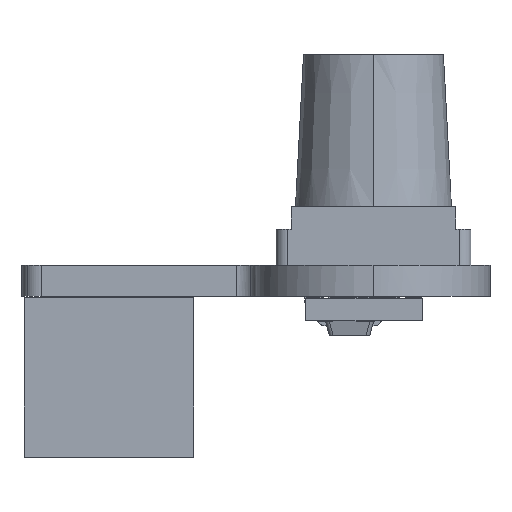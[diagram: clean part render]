
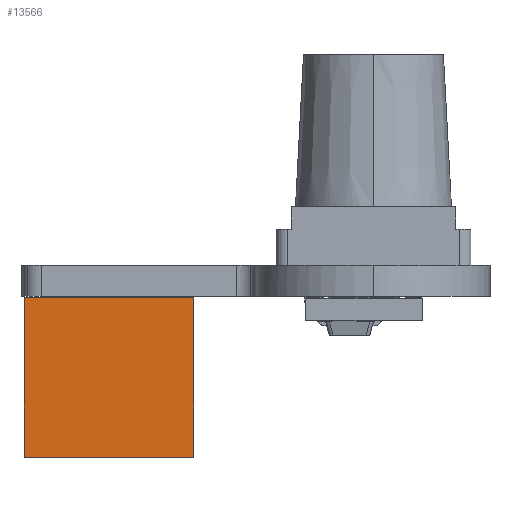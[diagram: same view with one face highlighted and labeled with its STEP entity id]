
A CAD part, left-side view. The second image highlights one B-rep face of the part: STEP entity #13566.
In plain terms, the highlighted planar face has unit normal (-1, 0, 0).
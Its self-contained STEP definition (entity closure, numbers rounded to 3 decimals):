
#13036 = VERTEX_POINT('',#13037);
#13037 = CARTESIAN_POINT('',(-4.262,8.95,-4.914));
#13044 = EDGE_CURVE('',#13036,#13045,#13047,.T.);
#13045 = VERTEX_POINT('',#13046);
#13046 = CARTESIAN_POINT('',(-4.262,8.95,-0.814));
#13047 = B_SPLINE_CURVE_WITH_KNOTS('',3,(#13048,#13049,#13050,#13051),
  .UNSPECIFIED.,.F.,.F.,(4,4),(0.,1.),.PIECEWISE_BEZIER_KNOTS.);
#13048 = CARTESIAN_POINT('',(-4.262,8.95,-4.914));
#13049 = CARTESIAN_POINT('',(-4.262,8.95,-3.547));
#13050 = CARTESIAN_POINT('',(-4.262,8.95,-2.18));
#13051 = CARTESIAN_POINT('',(-4.262,8.95,-0.814));
#13484 = EDGE_CURVE('',#13036,#13485,#13487,.T.);
#13485 = VERTEX_POINT('',#13486);
#13486 = CARTESIAN_POINT('',(-4.262,4.6,-4.914));
#13487 = B_SPLINE_CURVE_WITH_KNOTS('',3,(#13488,#13489,#13490,#13491),
  .UNSPECIFIED.,.F.,.F.,(4,4),(0.,1.),.PIECEWISE_BEZIER_KNOTS.);
#13488 = CARTESIAN_POINT('',(-4.262,8.95,-4.914));
#13489 = CARTESIAN_POINT('',(-4.262,7.5,-4.914));
#13490 = CARTESIAN_POINT('',(-4.262,6.05,-4.914));
#13491 = CARTESIAN_POINT('',(-4.262,4.6,-4.914));
#13546 = EDGE_CURVE('',#13547,#13045,#13549,.T.);
#13547 = VERTEX_POINT('',#13548);
#13548 = CARTESIAN_POINT('',(-4.262,4.6,-0.814));
#13549 = B_SPLINE_CURVE_WITH_KNOTS('',3,(#13550,#13551,#13552,#13553),
  .UNSPECIFIED.,.F.,.F.,(4,4),(0.,1.),.PIECEWISE_BEZIER_KNOTS.);
#13550 = CARTESIAN_POINT('',(-4.262,4.6,-0.814));
#13551 = CARTESIAN_POINT('',(-4.262,6.05,-0.814));
#13552 = CARTESIAN_POINT('',(-4.262,7.5,-0.814));
#13553 = CARTESIAN_POINT('',(-4.262,8.95,-0.814));
#13566 = ADVANCED_FACE('',(#13567),#13579,.F.);
#13567 = FACE_BOUND('',#13568,.T.);
#13568 = EDGE_LOOP('',(#13569,#13570,#13571,#13572));
#13569 = ORIENTED_EDGE('',*,*,#13546,.T.);
#13570 = ORIENTED_EDGE('',*,*,#13044,.F.);
#13571 = ORIENTED_EDGE('',*,*,#13484,.T.);
#13572 = ORIENTED_EDGE('',*,*,#13573,.F.);
#13573 = EDGE_CURVE('',#13547,#13485,#13574,.T.);
#13574 = B_SPLINE_CURVE_WITH_KNOTS('',3,(#13575,#13576,#13577,#13578),
  .UNSPECIFIED.,.F.,.F.,(4,4),(0.,1.),.PIECEWISE_BEZIER_KNOTS.);
#13575 = CARTESIAN_POINT('',(-4.262,4.6,-0.814));
#13576 = CARTESIAN_POINT('',(-4.262,4.6,-2.18));
#13577 = CARTESIAN_POINT('',(-4.262,4.6,-3.547));
#13578 = CARTESIAN_POINT('',(-4.262,4.6,-4.914));
#13579 = PLANE('',#13580);
#13580 = AXIS2_PLACEMENT_3D('',#13581,#13582,#13583);
#13581 = CARTESIAN_POINT('',(-4.262,8.95,-4.914));
#13582 = DIRECTION('',(1.,0.,0.));
#13583 = DIRECTION('',(-0.,1.,0.));
